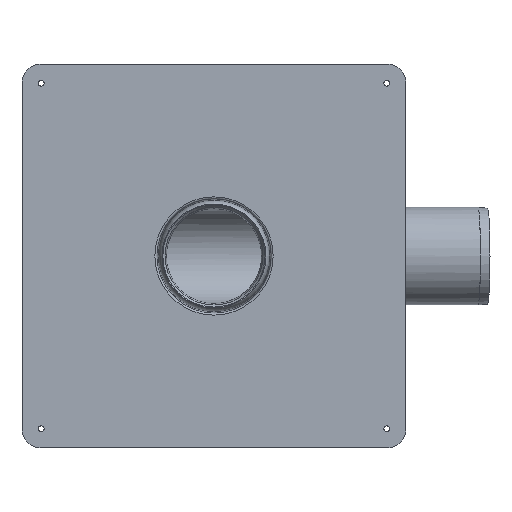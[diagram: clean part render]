
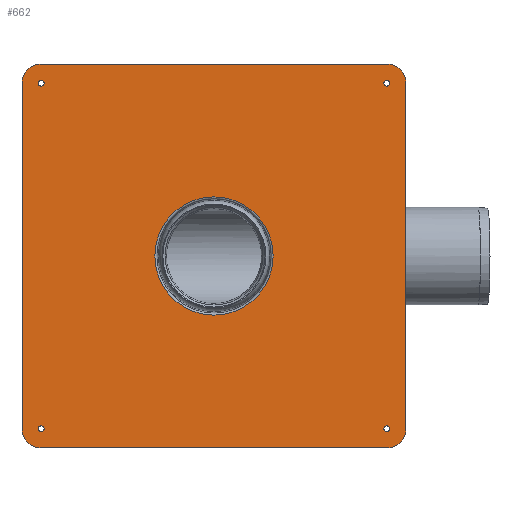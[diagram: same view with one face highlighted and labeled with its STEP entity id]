
A CAD part, top view. The second image highlights one B-rep face of the part: STEP entity #662.
In plain terms, the highlighted planar face has unit normal (0, 0, 1).
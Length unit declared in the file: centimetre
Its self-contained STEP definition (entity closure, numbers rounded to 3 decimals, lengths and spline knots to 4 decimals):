
#30=FACE_BOUND('',#131,.T.);
#31=FACE_BOUND('',#132,.T.);
#32=FACE_BOUND('',#133,.T.);
#33=FACE_BOUND('',#134,.T.);
#34=FACE_BOUND('',#135,.T.);
#46=PLANE('',#815);
#89=FACE_OUTER_BOUND('',#130,.T.);
#130=EDGE_LOOP('',(#489,#490,#491,#492,#493,#494,#495,#496));
#131=EDGE_LOOP('',(#497));
#132=EDGE_LOOP('',(#498));
#133=EDGE_LOOP('',(#499));
#134=EDGE_LOOP('',(#500));
#135=EDGE_LOOP('',(#501));
#174=CIRCLE('',#785,61.6127);
#177=CIRCLE('',#789,3.);
#179=CIRCLE('',#792,3.);
#181=CIRCLE('',#795,3.);
#183=CIRCLE('',#798,3.);
#184=CIRCLE('',#800,20.);
#186=CIRCLE('',#804,20.);
#188=CIRCLE('',#808,20.);
#190=CIRCLE('',#812,20.);
#243=VERTEX_POINT('',#1186);
#245=VERTEX_POINT('',#1192);
#247=VERTEX_POINT('',#1198);
#249=VERTEX_POINT('',#1204);
#251=VERTEX_POINT('',#1210);
#252=VERTEX_POINT('',#1214);
#253=VERTEX_POINT('',#1215);
#256=VERTEX_POINT('',#1223);
#258=VERTEX_POINT('',#1229);
#260=VERTEX_POINT('',#1235);
#262=VERTEX_POINT('',#1241);
#264=VERTEX_POINT('',#1247);
#266=VERTEX_POINT('',#1253);
#319=EDGE_CURVE('',#243,#243,#174,.T.);
#323=EDGE_CURVE('',#245,#245,#177,.T.);
#326=EDGE_CURVE('',#247,#247,#179,.T.);
#329=EDGE_CURVE('',#249,#249,#181,.T.);
#332=EDGE_CURVE('',#251,#251,#183,.T.);
#333=EDGE_CURVE('',#252,#253,#184,.T.);
#337=EDGE_CURVE('',#253,#256,#706,.T.);
#340=EDGE_CURVE('',#256,#258,#186,.T.);
#343=EDGE_CURVE('',#258,#260,#710,.T.);
#346=EDGE_CURVE('',#260,#262,#188,.T.);
#349=EDGE_CURVE('',#262,#264,#714,.T.);
#352=EDGE_CURVE('',#264,#266,#190,.T.);
#355=EDGE_CURVE('',#266,#252,#718,.T.);
#489=ORIENTED_EDGE('',*,*,#355,.T.);
#490=ORIENTED_EDGE('',*,*,#333,.T.);
#491=ORIENTED_EDGE('',*,*,#337,.T.);
#492=ORIENTED_EDGE('',*,*,#340,.T.);
#493=ORIENTED_EDGE('',*,*,#343,.T.);
#494=ORIENTED_EDGE('',*,*,#346,.T.);
#495=ORIENTED_EDGE('',*,*,#349,.T.);
#496=ORIENTED_EDGE('',*,*,#352,.T.);
#497=ORIENTED_EDGE('',*,*,#319,.T.);
#498=ORIENTED_EDGE('',*,*,#332,.T.);
#499=ORIENTED_EDGE('',*,*,#329,.T.);
#500=ORIENTED_EDGE('',*,*,#326,.T.);
#501=ORIENTED_EDGE('',*,*,#323,.T.);
#662=ADVANCED_FACE('',(#89,#30,#31,#32,#33,#34),#46,.T.);
#706=LINE('',#1224,#743);
#710=LINE('',#1236,#747);
#714=LINE('',#1248,#751);
#718=LINE('',#1259,#755);
#743=VECTOR('',#963,10.);
#747=VECTOR('',#975,10.);
#751=VECTOR('',#987,10.);
#755=VECTOR('',#999,10.);
#785=AXIS2_PLACEMENT_3D('',#1187,#921,#922);
#789=AXIS2_PLACEMENT_3D('',#1194,#930,#931);
#792=AXIS2_PLACEMENT_3D('',#1200,#937,#938);
#795=AXIS2_PLACEMENT_3D('',#1206,#944,#945);
#798=AXIS2_PLACEMENT_3D('',#1212,#951,#952);
#800=AXIS2_PLACEMENT_3D('',#1216,#955,#956);
#804=AXIS2_PLACEMENT_3D('',#1230,#968,#969);
#808=AXIS2_PLACEMENT_3D('',#1242,#980,#981);
#812=AXIS2_PLACEMENT_3D('',#1254,#992,#993);
#815=AXIS2_PLACEMENT_3D('',#1261,#1001,#1002);
#921=DIRECTION('center_axis',(0.,0.,-1.));
#922=DIRECTION('ref_axis',(1.,0.,0.));
#930=DIRECTION('center_axis',(0.,0.,-1.));
#931=DIRECTION('ref_axis',(-1.,0.,0.));
#937=DIRECTION('center_axis',(0.,0.,-1.));
#938=DIRECTION('ref_axis',(-1.,0.,0.));
#944=DIRECTION('center_axis',(0.,0.,-1.));
#945=DIRECTION('ref_axis',(-1.,0.,0.));
#951=DIRECTION('center_axis',(0.,0.,-1.));
#952=DIRECTION('ref_axis',(-1.,0.,0.));
#955=DIRECTION('center_axis',(0.,0.,1.));
#956=DIRECTION('ref_axis',(0.,-1.,0.));
#963=DIRECTION('',(0.,1.,0.));
#968=DIRECTION('center_axis',(0.,0.,1.));
#969=DIRECTION('ref_axis',(1.,0.,0.));
#975=DIRECTION('',(-1.,0.,0.));
#980=DIRECTION('center_axis',(0.,0.,1.));
#981=DIRECTION('ref_axis',(0.,1.,0.));
#987=DIRECTION('',(0.,-1.,0.));
#992=DIRECTION('center_axis',(0.,0.,1.));
#993=DIRECTION('ref_axis',(-1.,0.,0.));
#999=DIRECTION('',(1.,0.,0.));
#1001=DIRECTION('center_axis',(0.,0.,1.));
#1002=DIRECTION('ref_axis',(1.,0.,0.));
#1186=CARTESIAN_POINT('',(61.6127,0.,92.));
#1187=CARTESIAN_POINT('Origin',(0.,0.,92.));
#1192=CARTESIAN_POINT('',(-177.,-180.,92.));
#1194=CARTESIAN_POINT('Origin',(-180.,-180.,92.));
#1198=CARTESIAN_POINT('',(-177.,180.,92.));
#1200=CARTESIAN_POINT('Origin',(-180.,180.,92.));
#1204=CARTESIAN_POINT('',(183.,180.,92.));
#1206=CARTESIAN_POINT('Origin',(180.,180.,92.));
#1210=CARTESIAN_POINT('',(183.,-180.,92.));
#1212=CARTESIAN_POINT('Origin',(180.,-180.,92.));
#1214=CARTESIAN_POINT('',(180.,-200.,92.));
#1215=CARTESIAN_POINT('',(200.,-180.,92.));
#1216=CARTESIAN_POINT('Origin',(180.,-180.,92.));
#1223=CARTESIAN_POINT('',(200.,180.,92.));
#1224=CARTESIAN_POINT('',(200.,-180.,92.));
#1229=CARTESIAN_POINT('',(180.,200.,92.));
#1230=CARTESIAN_POINT('Origin',(180.,180.,92.));
#1235=CARTESIAN_POINT('',(-180.,200.,92.));
#1236=CARTESIAN_POINT('',(180.,200.,92.));
#1241=CARTESIAN_POINT('',(-200.,180.,92.));
#1242=CARTESIAN_POINT('Origin',(-180.,180.,92.));
#1247=CARTESIAN_POINT('',(-200.,-180.,92.));
#1248=CARTESIAN_POINT('',(-200.,180.,92.));
#1253=CARTESIAN_POINT('',(-180.,-200.,92.));
#1254=CARTESIAN_POINT('Origin',(-180.,-180.,92.));
#1259=CARTESIAN_POINT('',(-180.,-200.,92.));
#1261=CARTESIAN_POINT('Origin',(0.,0.,92.));
